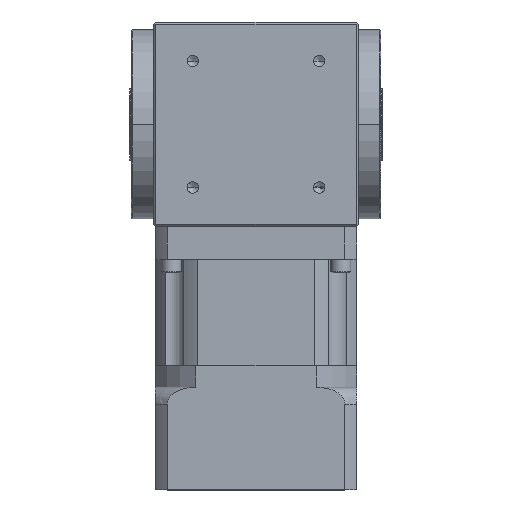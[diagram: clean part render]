
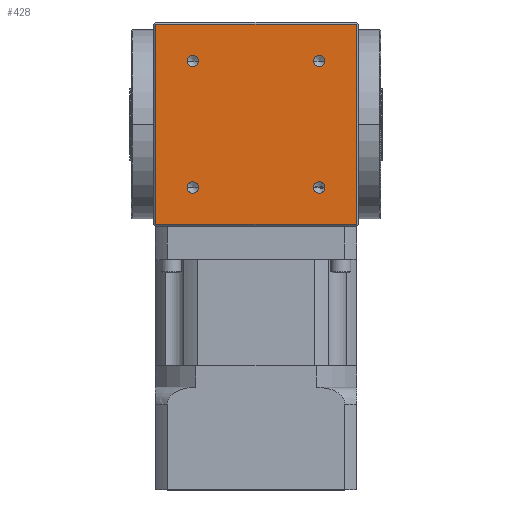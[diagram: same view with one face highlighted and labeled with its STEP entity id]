
A CAD part, top view. The second image highlights one B-rep face of the part: STEP entity #428.
In plain terms, the highlighted planar face has unit normal (0, 0, 1).
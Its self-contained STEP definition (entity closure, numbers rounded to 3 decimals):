
#411 = ORIENTED_EDGE ( 'NONE', *, *, #14477, .F. ) ;
#428 = ADVANCED_FACE ( 'NONE', ( #11702, #10896, #11135, #11605, #11275 ), #21270, .T. ) ;
#530 = ORIENTED_EDGE ( 'NONE', *, *, #20395, .F. ) ;
#789 = DIRECTION ( 'NONE',  ( 0., 0., 1. ) ) ;
#827 = VERTEX_POINT ( 'NONE', #14825 ) ;
#882 = CARTESIAN_POINT ( 'NONE',  ( 56.569, -56.569, 91.5 ) ) ;
#989 = EDGE_CURVE ( 'NONE', #4268, #21872, #1816, .T. ) ;
#1041 = LINE ( 'NONE', #11978, #20844 ) ;
#1066 = VERTEX_POINT ( 'NONE', #11128 ) ;
#1095 = VERTEX_POINT ( 'NONE', #10973 ) ;
#1218 = ORIENTED_EDGE ( 'NONE', *, *, #2847, .F. ) ;
#1506 = ORIENTED_EDGE ( 'NONE', *, *, #20688, .F. ) ;
#1631 = ORIENTED_EDGE ( 'NONE', *, *, #16286, .F. ) ;
#1812 = CARTESIAN_POINT ( 'NONE',  ( -56.569, -56.569, 91.5 ) ) ;
#1816 = CIRCLE ( 'NONE', #21727, 5.1 ) ;
#1834 = ORIENTED_EDGE ( 'NONE', *, *, #20840, .T. ) ;
#2153 = ORIENTED_EDGE ( 'NONE', *, *, #21288, .T. ) ;
#2235 = VECTOR ( 'NONE', #8568, 1000. ) ;
#2275 = ORIENTED_EDGE ( 'NONE', *, *, #21466, .T. ) ;
#2655 = ORIENTED_EDGE ( 'NONE', *, *, #21957, .T. ) ;
#2847 = EDGE_CURVE ( 'NONE', #1066, #5850, #17037, .T. ) ;
#2916 = DIRECTION ( 'NONE',  ( 1., 0., 0. ) ) ;
#3138 = CARTESIAN_POINT ( 'NONE',  ( -56.569, 56.569, 91.5 ) ) ;
#3285 = AXIS2_PLACEMENT_3D ( 'NONE', #3138, #16642, #5142 ) ;
#3847 = DIRECTION ( 'NONE',  ( 1., 0., 0. ) ) ;
#3938 = VERTEX_POINT ( 'NONE', #18009 ) ;
#4013 = EDGE_LOOP ( 'NONE', ( #1834, #2153, #2275, #2655 ) ) ;
#4027 = EDGE_LOOP ( 'NONE', ( #24245, #24543 ) ) ;
#4175 = CARTESIAN_POINT ( 'NONE',  ( 89.5, 0., 91.5 ) ) ;
#4256 = LINE ( 'NONE', #9997, #14470 ) ;
#4268 = VERTEX_POINT ( 'NONE', #21488 ) ;
#4619 = CARTESIAN_POINT ( 'NONE',  ( 61.669, -56.569, 91.5 ) ) ;
#5142 = DIRECTION ( 'NONE',  ( 1., 0., 0. ) ) ;
#5850 = VERTEX_POINT ( 'NONE', #4619 ) ;
#6061 = CIRCLE ( 'NONE', #21338, 5.1 ) ;
#6456 = AXIS2_PLACEMENT_3D ( 'NONE', #1812, #15366, #3847 ) ;
#6634 = DIRECTION ( 'NONE',  ( 0., 0., 1. ) ) ;
#6915 = LINE ( 'NONE', #18200, #2235 ) ;
#7462 = AXIS2_PLACEMENT_3D ( 'NONE', #12423, #789, #14374 ) ;
#8076 = DIRECTION ( 'NONE',  ( 0., 1., 0. ) ) ;
#8330 = CARTESIAN_POINT ( 'NONE',  ( 0., 0., 91.5 ) ) ;
#8568 = DIRECTION ( 'NONE',  ( -1., 0., 0. ) ) ;
#9405 = CARTESIAN_POINT ( 'NONE',  ( -51.469, -56.569, 91.5 ) ) ;
#9896 = CIRCLE ( 'NONE', #7462, 5.1 ) ;
#9997 = CARTESIAN_POINT ( 'NONE',  ( -89.5, 0., 91.5 ) ) ;
#10539 = VERTEX_POINT ( 'NONE', #19523 ) ;
#10635 = CARTESIAN_POINT ( 'NONE',  ( -89.5, -89.5, 91.5 ) ) ;
#10821 = VERTEX_POINT ( 'NONE', #9405 ) ;
#10896 = FACE_BOUND ( 'NONE', #21763, .T. ) ;
#10973 = CARTESIAN_POINT ( 'NONE',  ( 51.469, 56.569, 91.5 ) ) ;
#11128 = CARTESIAN_POINT ( 'NONE',  ( 51.469, -56.569, 91.5 ) ) ;
#11135 = FACE_BOUND ( 'NONE', #16643, .T. ) ;
#11275 = FACE_OUTER_BOUND ( 'NONE', #4013, .T. ) ;
#11326 = DIRECTION ( 'NONE',  ( 0., 0., 1. ) ) ;
#11599 = CIRCLE ( 'NONE', #16498, 5.1 ) ;
#11605 = FACE_BOUND ( 'NONE', #20138, .T. ) ;
#11702 = FACE_BOUND ( 'NONE', #4027, .T. ) ;
#11804 = AXIS2_PLACEMENT_3D ( 'NONE', #15649, #15629, #15626 ) ;
#11837 = DIRECTION ( 'NONE',  ( 1., 0., 0. ) ) ;
#11843 = DIRECTION ( 'NONE',  ( 0., 0., 1. ) ) ;
#11870 = CARTESIAN_POINT ( 'NONE',  ( -56.569, 56.569, 91.5 ) ) ;
#11978 = CARTESIAN_POINT ( 'NONE',  ( 0., -89.5, 91.5 ) ) ;
#12282 = CIRCLE ( 'NONE', #6456, 5.1 ) ;
#12423 = CARTESIAN_POINT ( 'NONE',  ( 56.569, 56.569, 91.5 ) ) ;
#12840 = LINE ( 'NONE', #4175, #17387 ) ;
#13531 = CARTESIAN_POINT ( 'NONE',  ( -51.469, 56.569, 91.5 ) ) ;
#13572 = CIRCLE ( 'NONE', #3285, 5.1 ) ;
#14040 = CARTESIAN_POINT ( 'NONE',  ( 61.669, 56.569, 91.5 ) ) ;
#14374 = DIRECTION ( 'NONE',  ( 1., 0., 0. ) ) ;
#14456 = DIRECTION ( 'NONE',  ( 0., 0., 1. ) ) ;
#14470 = VECTOR ( 'NONE', #23187, 1000. ) ;
#14477 = EDGE_CURVE ( 'NONE', #1095, #24743, #9896, .T. ) ;
#14825 = CARTESIAN_POINT ( 'NONE',  ( -61.669, -56.569, 91.5 ) ) ;
#15366 = DIRECTION ( 'NONE',  ( 0., 0., 1. ) ) ;
#15626 = DIRECTION ( 'NONE',  ( 1., 0., 0. ) ) ;
#15629 = DIRECTION ( 'NONE',  ( 0., 0., 1. ) ) ;
#15649 = CARTESIAN_POINT ( 'NONE',  ( 56.569, -56.569, 91.5 ) ) ;
#16286 = EDGE_CURVE ( 'NONE', #827, #10821, #11599, .T. ) ;
#16374 = VERTEX_POINT ( 'NONE', #10635 ) ;
#16498 = AXIS2_PLACEMENT_3D ( 'NONE', #18082, #6634, #19918 ) ;
#16642 = DIRECTION ( 'NONE',  ( 0., 0., 1. ) ) ;
#16643 = EDGE_LOOP ( 'NONE', ( #530, #1218 ) ) ;
#17037 = CIRCLE ( 'NONE', #11804, 5.1 ) ;
#17387 = VECTOR ( 'NONE', #8076, 1000. ) ;
#18009 = CARTESIAN_POINT ( 'NONE',  ( -89.5, 89.5, 91.5 ) ) ;
#18082 = CARTESIAN_POINT ( 'NONE',  ( -56.569, -56.569, 91.5 ) ) ;
#18200 = CARTESIAN_POINT ( 'NONE',  ( 0., 89.5, 91.5 ) ) ;
#19490 = EDGE_CURVE ( 'NONE', #21872, #4268, #13572, .T. ) ;
#19523 = CARTESIAN_POINT ( 'NONE',  ( 89.5, -89.5, 91.5 ) ) ;
#19598 = DIRECTION ( 'NONE',  ( 1., 0., 0. ) ) ;
#19801 = DIRECTION ( 'NONE',  ( 0., 0., 1. ) ) ;
#19918 = DIRECTION ( 'NONE',  ( 1., 0., 0. ) ) ;
#20092 = EDGE_CURVE ( 'NONE', #24743, #1095, #24020, .T. ) ;
#20138 = EDGE_LOOP ( 'NONE', ( #1506, #1631 ) ) ;
#20273 = AXIS2_PLACEMENT_3D ( 'NONE', #22646, #11326, #24431 ) ;
#20395 = EDGE_CURVE ( 'NONE', #5850, #1066, #6061, .T. ) ;
#20688 = EDGE_CURVE ( 'NONE', #10821, #827, #12282, .T. ) ;
#20840 = EDGE_CURVE ( 'NONE', #16374, #10539, #1041, .T. ) ;
#20844 = VECTOR ( 'NONE', #23230, 1000. ) ;
#21270 = PLANE ( 'NONE',  #21880 ) ;
#21288 = EDGE_CURVE ( 'NONE', #10539, #21587, #12840, .T. ) ;
#21338 = AXIS2_PLACEMENT_3D ( 'NONE', #882, #14456, #2916 ) ;
#21466 = EDGE_CURVE ( 'NONE', #21587, #3938, #6915, .T. ) ;
#21488 = CARTESIAN_POINT ( 'NONE',  ( -61.669, 56.569, 91.5 ) ) ;
#21587 = VERTEX_POINT ( 'NONE', #23973 ) ;
#21727 = AXIS2_PLACEMENT_3D ( 'NONE', #11870, #11843, #11837 ) ;
#21763 = EDGE_LOOP ( 'NONE', ( #24703, #411 ) ) ;
#21872 = VERTEX_POINT ( 'NONE', #13531 ) ;
#21880 = AXIS2_PLACEMENT_3D ( 'NONE', #8330, #19801, #19598 ) ;
#21957 = EDGE_CURVE ( 'NONE', #3938, #16374, #4256, .T. ) ;
#22646 = CARTESIAN_POINT ( 'NONE',  ( 56.569, 56.569, 91.5 ) ) ;
#23187 = DIRECTION ( 'NONE',  ( 0., -1., 0. ) ) ;
#23230 = DIRECTION ( 'NONE',  ( 1., 0., 0. ) ) ;
#23973 = CARTESIAN_POINT ( 'NONE',  ( 89.5, 89.5, 91.5 ) ) ;
#24020 = CIRCLE ( 'NONE', #20273, 5.1 ) ;
#24245 = ORIENTED_EDGE ( 'NONE', *, *, #19490, .F. ) ;
#24431 = DIRECTION ( 'NONE',  ( 1., 0., 0. ) ) ;
#24543 = ORIENTED_EDGE ( 'NONE', *, *, #989, .F. ) ;
#24703 = ORIENTED_EDGE ( 'NONE', *, *, #20092, .F. ) ;
#24743 = VERTEX_POINT ( 'NONE', #14040 ) ;
